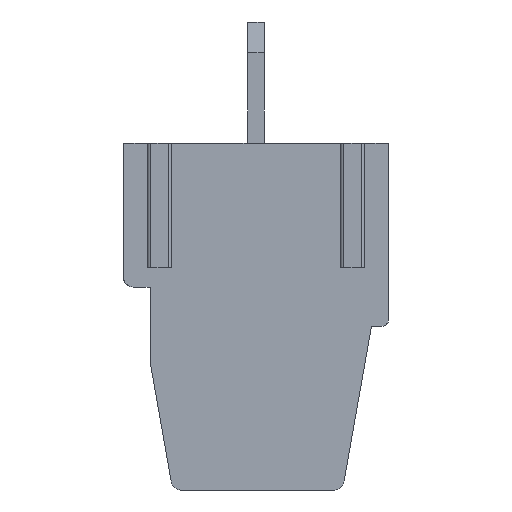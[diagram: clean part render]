
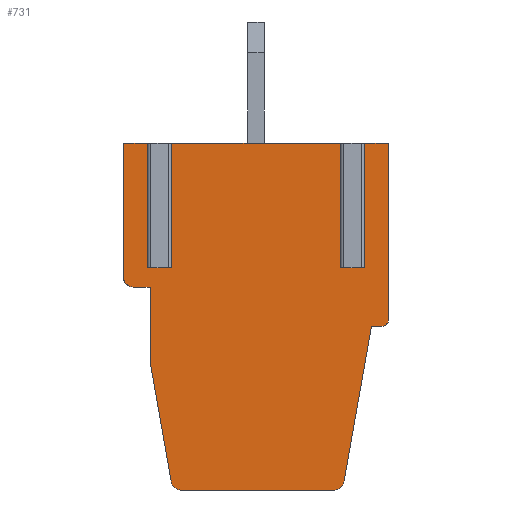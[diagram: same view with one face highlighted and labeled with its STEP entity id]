
A CAD part, front view. The second image highlights one B-rep face of the part: STEP entity #731.
In plain terms, the highlighted planar face has unit normal (0, -1, 0).
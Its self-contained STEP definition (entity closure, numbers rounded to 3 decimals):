
#731 = ADVANCED_FACE( '', ( #1523 ), #1524, .F. );
#1523 = FACE_OUTER_BOUND( '', #2361, .T. );
#1524 = PLANE( '', #2362 );
#2361 = EDGE_LOOP( '', ( #4564, #4565, #4566, #4567, #4568, #4569, #4570, #4571, #4572, #4573, #4574, #4575, #4576, #4577, #4578, #4579, #4580, #4581, #4582, #4583, #4584 ) );
#2362 = AXIS2_PLACEMENT_3D( '', #4585, #4586, #4587 );
#4564 = ORIENTED_EDGE( '', *, *, #5387, .T. );
#4565 = ORIENTED_EDGE( '', *, *, #5627, .T. );
#4566 = ORIENTED_EDGE( '', *, *, #5160, .F. );
#4567 = ORIENTED_EDGE( '', *, *, #5442, .T. );
#4568 = ORIENTED_EDGE( '', *, *, #5378, .T. );
#4569 = ORIENTED_EDGE( '', *, *, #5566, .T. );
#4570 = ORIENTED_EDGE( '', *, *, #5533, .F. );
#4571 = ORIENTED_EDGE( '', *, *, #5659, .T. );
#4572 = ORIENTED_EDGE( '', *, *, #5369, .T. );
#4573 = ORIENTED_EDGE( '', *, *, #5995, .T. );
#4574 = ORIENTED_EDGE( '', *, *, #5937, .T. );
#4575 = ORIENTED_EDGE( '', *, *, #5978, .F. );
#4576 = ORIENTED_EDGE( '', *, *, #5983, .F. );
#4577 = ORIENTED_EDGE( '', *, *, #5423, .F. );
#4578 = ORIENTED_EDGE( '', *, *, #5996, .T. );
#4579 = ORIENTED_EDGE( '', *, *, #5292, .T. );
#4580 = ORIENTED_EDGE( '', *, *, #5997, .T. );
#4581 = ORIENTED_EDGE( '', *, *, #5998, .F. );
#4582 = ORIENTED_EDGE( '', *, *, #5756, .F. );
#4583 = ORIENTED_EDGE( '', *, *, #5999, .T. );
#4584 = ORIENTED_EDGE( '', *, *, #6000, .T. );
#4585 = CARTESIAN_POINT( '', ( 66.298, -45., -4.395 ) );
#4586 = DIRECTION( '', ( 0., 1., 0. ) );
#4587 = DIRECTION( '', ( -1., 0., 0. ) );
#5160 = EDGE_CURVE( '', #6243, #6245, #6246, .T. );
#5292 = EDGE_CURVE( '', #6474, #6472, #6475, .T. );
#5369 = EDGE_CURVE( '', #6602, #6600, #6603, .T. );
#5378 = EDGE_CURVE( '', #6620, #6618, #6621, .T. );
#5387 = EDGE_CURVE( '', #6638, #6636, #6639, .T. );
#5423 = EDGE_CURVE( '', #6698, #6700, #6701, .T. );
#5442 = EDGE_CURVE( '', #6243, #6620, #6730, .F. );
#5533 = EDGE_CURVE( '', #6870, #6872, #6873, .T. );
#5566 = EDGE_CURVE( '', #6618, #6872, #6922, .T. );
#5627 = EDGE_CURVE( '', #6636, #6245, #7014, .T. );
#5659 = EDGE_CURVE( '', #6870, #6602, #7060, .F. );
#5756 = EDGE_CURVE( '', #7192, #7194, #7195, .T. );
#5937 = EDGE_CURVE( '', #7424, #7425, #7426, .F. );
#5978 = EDGE_CURVE( '', #7471, #7425, #7474, .T. );
#5983 = EDGE_CURVE( '', #6700, #7471, #7479, .T. );
#5995 = EDGE_CURVE( '', #6600, #7424, #7492, .T. );
#5996 = EDGE_CURVE( '', #6698, #6474, #7493, .F. );
#5997 = EDGE_CURVE( '', #6472, #7494, #7495, .F. );
#5998 = EDGE_CURVE( '', #7194, #7494, #7496, .T. );
#5999 = EDGE_CURVE( '', #7192, #7497, #7498, .F. );
#6000 = EDGE_CURVE( '', #7497, #6638, #7499, .T. );
#6243 = VERTEX_POINT( '', #7818 );
#6245 = VERTEX_POINT( '', #7820 );
#6246 = LINE( '', #7821, #7822 );
#6472 = VERTEX_POINT( '', #8152 );
#6474 = VERTEX_POINT( '', #8155 );
#6475 = LINE( '', #8156, #8157 );
#6600 = VERTEX_POINT( '', #8343 );
#6602 = VERTEX_POINT( '', #8346 );
#6603 = LINE( '', #8347, #8348 );
#6618 = VERTEX_POINT( '', #8367 );
#6620 = VERTEX_POINT( '', #8369 );
#6621 = LINE( '', #8370, #8371 );
#6636 = VERTEX_POINT( '', #8390 );
#6638 = VERTEX_POINT( '', #8392 );
#6639 = LINE( '', #8393, #8394 );
#6698 = VERTEX_POINT( '', #8479 );
#6700 = VERTEX_POINT( '', #8482 );
#6701 = LINE( '', #8483, #8484 );
#6730 = LINE( '', #8531, #8532 );
#6870 = VERTEX_POINT( '', #8729 );
#6872 = VERTEX_POINT( '', #8731 );
#6873 = LINE( '', #8732, #8733 );
#6922 = LINE( '', #8804, #8805 );
#7014 = LINE( '', #8946, #8947 );
#7060 = LINE( '', #9007, #9008 );
#7192 = VERTEX_POINT( '', #9205 );
#7194 = VERTEX_POINT( '', #9208 );
#7195 = LINE( '', #9209, #9210 );
#7424 = VERTEX_POINT( '', #9563 );
#7425 = VERTEX_POINT( '', #9564 );
#7426 = CIRCLE( '', #9565, 0.298 );
#7471 = VERTEX_POINT( '', #9637 );
#7474 = LINE( '', #9641, #9642 );
#7479 = LINE( '', #9648, #9649 );
#7492 = LINE( '', #9669, #9670 );
#7493 = CIRCLE( '', #9671, 0.298 );
#7494 = VERTEX_POINT( '', #9672 );
#7495 = CIRCLE( '', #9673, 0.298 );
#7496 = LINE( '', #9674, #9675 );
#7497 = VERTEX_POINT( '', #9676 );
#7498 = CIRCLE( '', #9677, 0.198 );
#7499 = LINE( '', #9678, #9679 );
#7818 = CARTESIAN_POINT( '', ( 72.63, -45., -3.8 ) );
#7820 = CARTESIAN_POINT( '', ( 73.37, -45., -3.8 ) );
#7821 = CARTESIAN_POINT( '', ( 72.68, -45., -3.8 ) );
#7822 = VECTOR( '', #9888, 1000. );
#8152 = CARTESIAN_POINT( '', ( 72.448, -45., -10.6 ) );
#8155 = CARTESIAN_POINT( '', ( 67.748, -45., -10.6 ) );
#8156 = CARTESIAN_POINT( '', ( 70.098, -45., -10.6 ) );
#8157 = VECTOR( '', #10005, 1000. );
#8343 = CARTESIAN_POINT( '', ( 66., -45., 0. ) );
#8346 = CARTESIAN_POINT( '', ( 66.73, -45., 0. ) );
#8347 = CARTESIAN_POINT( '', ( 69.497, -45., 0. ) );
#8348 = VECTOR( '', #10075, 1000. );
#8367 = CARTESIAN_POINT( '', ( 67.47, -45., 0. ) );
#8369 = CARTESIAN_POINT( '', ( 72.63, -45., 0. ) );
#8370 = CARTESIAN_POINT( '', ( 69.497, -45., 0. ) );
#8371 = VECTOR( '', #10092, 1000. );
#8390 = CARTESIAN_POINT( '', ( 73.37, -45., 0. ) );
#8392 = CARTESIAN_POINT( '', ( 74.096, -45., 0. ) );
#8393 = CARTESIAN_POINT( '', ( 69.497, -45., 0. ) );
#8394 = VECTOR( '', #10109, 1000. );
#8479 = CARTESIAN_POINT( '', ( 67.451, -45., -10.317 ) );
#8482 = CARTESIAN_POINT( '', ( 66.814, -45., -6.704 ) );
#8483 = CARTESIAN_POINT( '', ( 67.498, -45., -10.587 ) );
#8484 = VECTOR( '', #10158, 1000. );
#8531 = CARTESIAN_POINT( '', ( 72.63, -45., 0. ) );
#8532 = VECTOR( '', #10172, 1000. );
#8729 = CARTESIAN_POINT( '', ( 66.73, -45., -3.8 ) );
#8731 = CARTESIAN_POINT( '', ( 67.47, -45., -3.8 ) );
#8732 = CARTESIAN_POINT( '', ( 66.78, -45., -3.8 ) );
#8733 = VECTOR( '', #10269, 1000. );
#8804 = CARTESIAN_POINT( '', ( 67.47, -45., 0. ) );
#8805 = VECTOR( '', #10301, 1000. );
#8946 = CARTESIAN_POINT( '', ( 73.37, -45., 0. ) );
#8947 = VECTOR( '', #10347, 1000. );
#9007 = CARTESIAN_POINT( '', ( 66.73, -45., 0. ) );
#9008 = VECTOR( '', #10389, 1000. );
#9205 = CARTESIAN_POINT( '', ( 73.898, -45., -5.596 ) );
#9208 = CARTESIAN_POINT( '', ( 73.577, -45., -5.596 ) );
#9209 = CARTESIAN_POINT( '', ( 74.096, -45., -5.596 ) );
#9210 = VECTOR( '', #10459, 1000. );
#9563 = CARTESIAN_POINT( '', ( 66., -45., -4.098 ) );
#9564 = CARTESIAN_POINT( '', ( 66.298, -45., -4.395 ) );
#9565 = AXIS2_PLACEMENT_3D( '', #10581, #10582, #10583 );
#9637 = CARTESIAN_POINT( '', ( 66.814, -45., -4.395 ) );
#9641 = CARTESIAN_POINT( '', ( 66.814, -45., -4.395 ) );
#9642 = VECTOR( '', #10608, 1000. );
#9648 = CARTESIAN_POINT( '', ( 66.814, -45., -6.704 ) );
#9649 = VECTOR( '', #10610, 1000. );
#9669 = CARTESIAN_POINT( '', ( 66., -45., 0. ) );
#9670 = VECTOR( '', #10618, 1000. );
#9671 = AXIS2_PLACEMENT_3D( '', #10619, #10620, #10621 );
#9672 = CARTESIAN_POINT( '', ( 72.745, -45., -10.317 ) );
#9673 = AXIS2_PLACEMENT_3D( '', #10622, #10623, #10624 );
#9674 = CARTESIAN_POINT( '', ( 73.577, -45., -5.596 ) );
#9675 = VECTOR( '', #10625, 1000. );
#9676 = CARTESIAN_POINT( '', ( 74.096, -45., -5.398 ) );
#9677 = AXIS2_PLACEMENT_3D( '', #10626, #10627, #10628 );
#9678 = CARTESIAN_POINT( '', ( 74.096, -45., 0. ) );
#9679 = VECTOR( '', #10629, 1000. );
#9888 = DIRECTION( '', ( 1., 0., 0. ) );
#10005 = DIRECTION( '', ( 1., 0., 0. ) );
#10075 = DIRECTION( '', ( -1., 0., 0. ) );
#10092 = DIRECTION( '', ( -1., 0., 0. ) );
#10109 = DIRECTION( '', ( -1., 0., 0. ) );
#10158 = DIRECTION( '', ( -0.174, 0., 0.985 ) );
#10172 = DIRECTION( '', ( 0., 0., -1. ) );
#10269 = DIRECTION( '', ( 1., 0., 0. ) );
#10301 = DIRECTION( '', ( 0., 0., -1. ) );
#10347 = DIRECTION( '', ( 0., 0., -1. ) );
#10389 = DIRECTION( '', ( 0., 0., -1. ) );
#10459 = DIRECTION( '', ( -1., 0., 0. ) );
#10581 = CARTESIAN_POINT( '', ( 66.298, -45., -4.098 ) );
#10582 = DIRECTION( '', ( 0., 1., 0. ) );
#10583 = DIRECTION( '', ( 0., 0., 1. ) );
#10608 = DIRECTION( '', ( -1., 0., 0. ) );
#10610 = DIRECTION( '', ( 0., 0., 1. ) );
#10618 = DIRECTION( '', ( 0., 0., -1. ) );
#10619 = CARTESIAN_POINT( '', ( 67.748, -45., -10.302 ) );
#10620 = DIRECTION( '', ( 0., 1., 0. ) );
#10621 = DIRECTION( '', ( 0., 0., 1. ) );
#10622 = CARTESIAN_POINT( '', ( 72.448, -45., -10.302 ) );
#10623 = DIRECTION( '', ( 0., 1., 0. ) );
#10624 = DIRECTION( '', ( 0., 0., 1. ) );
#10625 = DIRECTION( '', ( -0.174, 0., -0.985 ) );
#10626 = CARTESIAN_POINT( '', ( 73.898, -45., -5.398 ) );
#10627 = DIRECTION( '', ( 0., 1., 0. ) );
#10628 = DIRECTION( '', ( 0., 0., 1. ) );
#10629 = DIRECTION( '', ( 0., 0., 1. ) );
